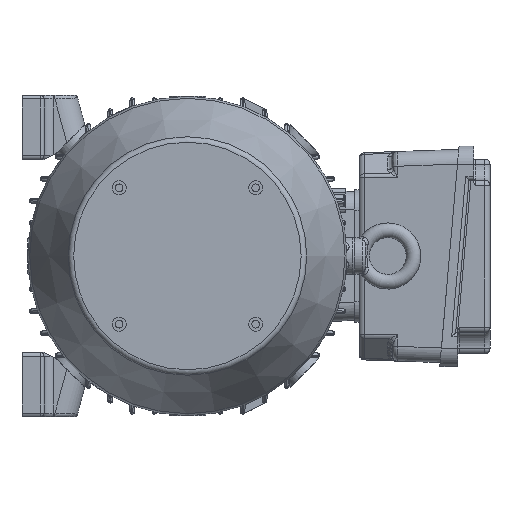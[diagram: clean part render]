
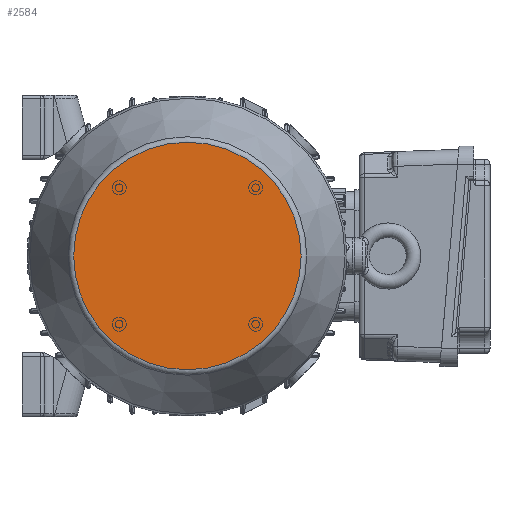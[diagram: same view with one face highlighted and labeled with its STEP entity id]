
A CAD part, left-side view. The second image highlights one B-rep face of the part: STEP entity #2584.
In plain terms, the highlighted planar face has unit normal (-1, 0, 0).
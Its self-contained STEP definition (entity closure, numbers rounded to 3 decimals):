
#2584 = ADVANCED_FACE( '', ( #7382 ), #7383, .F. );
#7382 = FACE_OUTER_BOUND( '', #18358, .T. );
#7383 = PLANE( '', #18359 );
#18358 = EDGE_LOOP( '', ( #110583 ) );
#18359 = AXIS2_PLACEMENT_3D( '', #110584, #110585, #110586 );
#110583 = ORIENTED_EDGE( '', *, *, #129001, .T. );
#110584 = CARTESIAN_POINT( '', ( -152.95, 0., 0. ) );
#110585 = DIRECTION( '', ( 1., 0., 0. ) );
#110586 = DIRECTION( '', ( 0., -1., 0. ) );
#129001 = EDGE_CURVE( '', #137501, #137501, #137502, .F. );
#137501 = VERTEX_POINT( '', #153663 );
#137502 = CIRCLE( '', #153664, 61.884 );
#153663 = CARTESIAN_POINT( '', ( -152.95, -61.884, 0. ) );
#153664 = AXIS2_PLACEMENT_3D( '', #211865, #211866, #211867 );
#211865 = CARTESIAN_POINT( '', ( -152.95, 0., 0. ) );
#211866 = DIRECTION( '', ( 1., 0., 0. ) );
#211867 = DIRECTION( '', ( 0., -1., 0. ) );
